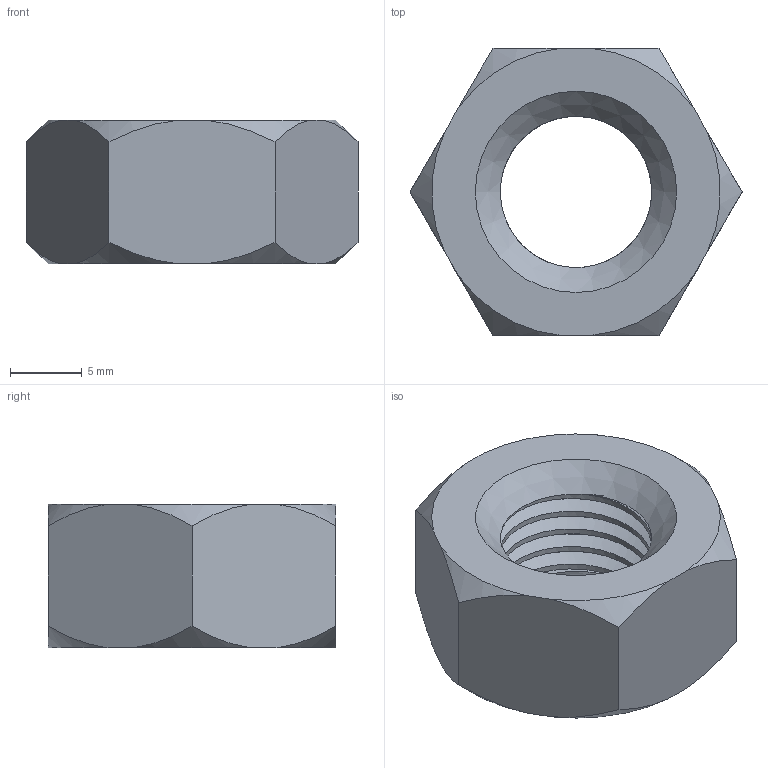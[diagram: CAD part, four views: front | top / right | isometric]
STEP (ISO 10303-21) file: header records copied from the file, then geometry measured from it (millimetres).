
FILE_DESCRIPTION(/* description */ (''),/* implementation_level */ '2;1');
FILE_NAME(/* name */ 'bf2207ad-00df-4e7f-8304-977b231c20f9.stp',/* time_stamp */ '2025-06-21T21:21:50Z',/* author */ (''),/* organization */ (''),/* preprocessor_version */ 'ST-DEVELOPER v20.1',/* originating_system */ 'Autodesk Translation Framework v14.10.0.0',/* authorisation */ '');
FILE_SCHEMA (('AUTOMOTIVE_DESIGN { 1 0 10303 214 3 1 1 }'));
Length unit declared in the file: millimetre
Products named in the file (2): #2682; 2025-06-22-02-33-42-275
Assembly tree (1 placements, depth 2):
  #2682
    2025-06-22-02-33-42-275
Bounding box: 23.09 x 20 x 10 mm (x, y, z)
Volume: 2376 mm3; surface area: 1626 mm2
Topology: 1 solids, 1 shells, 37 faces, 103 edges, 68 vertices
Faces by surface type: cone 14, cylinder 11, plane 10, bspline 2
Full cylindrical faces by diameter (mm): 10.526 x3, 12.203 x4
Entity records: 2657 total; most frequent: CARTESIAN_POINT 1762, ORIENTED_EDGE 206, DIRECTION 149, EDGE_CURVE 103, VERTEX_POINT 68, AXIS2_PLACEMENT_3D 60, EDGE_LOOP 39, FACE_OUTER_BOUND 37
